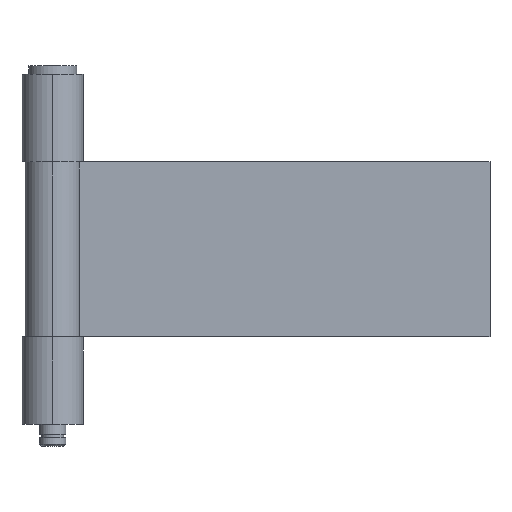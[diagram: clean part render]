
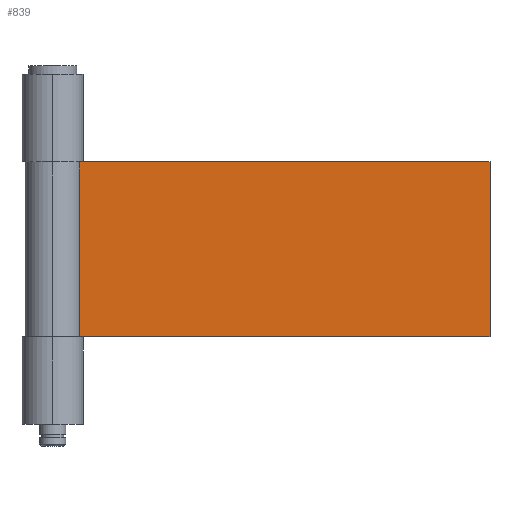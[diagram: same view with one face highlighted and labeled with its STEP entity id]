
A CAD part, top view. The second image highlights one B-rep face of the part: STEP entity #839.
In plain terms, the highlighted planar face has unit normal (0, 0, 1).
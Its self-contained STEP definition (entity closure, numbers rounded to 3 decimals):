
#663 = VECTOR ( 'NONE', #778, 1000. ) ;
#664 = CARTESIAN_POINT ( 'NONE',  ( 100., 40., 1.6 ) ) ;
#665 = LINE ( 'NONE', #664, #663 ) ;
#687 = DIRECTION ( 'NONE',  ( 1., 0., 0. ) ) ;
#688 = VECTOR ( 'NONE', #687, 1000. ) ;
#689 = CARTESIAN_POINT ( 'NONE',  ( 100., 0., 1.6 ) ) ;
#690 = LINE ( 'NONE', #689, #688 ) ;
#691 = CARTESIAN_POINT ( 'NONE',  ( 100., 0., 1.6 ) ) ;
#778 = DIRECTION ( 'NONE',  ( 0., -1., 0. ) ) ;
#779 = DIRECTION ( 'NONE',  ( 0., -1., 0. ) ) ;
#780 = VECTOR ( 'NONE', #779, 1000. ) ;
#781 = CARTESIAN_POINT ( 'NONE',  ( 6.093, 40., 1.6 ) ) ;
#782 = LINE ( 'NONE', #781, #780 ) ;
#799 = VERTEX_POINT ( 'NONE', #1062 ) ;
#814 = EDGE_CURVE ( 'NONE', #900, #799, #1173, .T. ) ;
#829 = EDGE_LOOP ( 'NONE', ( #1012, #997, #999, #923 ) ) ;
#839 = ADVANCED_FACE ( 'NONE', ( #1189 ), #1188, .F. ) ;
#840 = VERTEX_POINT ( 'NONE', #1153 ) ;
#900 = VERTEX_POINT ( 'NONE', #1309 ) ;
#923 = ORIENTED_EDGE ( 'NONE', *, *, #939, .T. ) ;
#926 = EDGE_CURVE ( 'NONE', #799, #945, #665, .T. ) ;
#939 = EDGE_CURVE ( 'NONE', #900, #840, #782, .T. ) ;
#945 = VERTEX_POINT ( 'NONE', #691 ) ;
#947 = EDGE_CURVE ( 'NONE', #840, #945, #690, .T. ) ;
#997 = ORIENTED_EDGE ( 'NONE', *, *, #926, .F. ) ;
#999 = ORIENTED_EDGE ( 'NONE', *, *, #814, .F. ) ;
#1012 = ORIENTED_EDGE ( 'NONE', *, *, #947, .T. ) ;
#1062 = CARTESIAN_POINT ( 'NONE',  ( 100., 40., 1.6 ) ) ;
#1153 = CARTESIAN_POINT ( 'NONE',  ( 6.093, 0., 1.6 ) ) ;
#1154 = DIRECTION ( 'NONE',  ( -1., 0., 0. ) ) ;
#1155 = DIRECTION ( 'NONE',  ( 0., 0., -1. ) ) ;
#1167 = DIRECTION ( 'NONE',  ( 1., 0., 0. ) ) ;
#1173 = LINE ( 'NONE', #1191, #1208 ) ;
#1188 = PLANE ( 'NONE',  #1252 ) ;
#1189 = FACE_OUTER_BOUND ( 'NONE', #829, .T. ) ;
#1191 = CARTESIAN_POINT ( 'NONE',  ( 100., 40., 1.6 ) ) ;
#1208 = VECTOR ( 'NONE', #1167, 1000. ) ;
#1251 = CARTESIAN_POINT ( 'NONE',  ( 100., 40., 1.6 ) ) ;
#1252 = AXIS2_PLACEMENT_3D ( 'NONE', #1251, #1155, #1154 ) ;
#1309 = CARTESIAN_POINT ( 'NONE',  ( 6.093, 40., 1.6 ) ) ;
